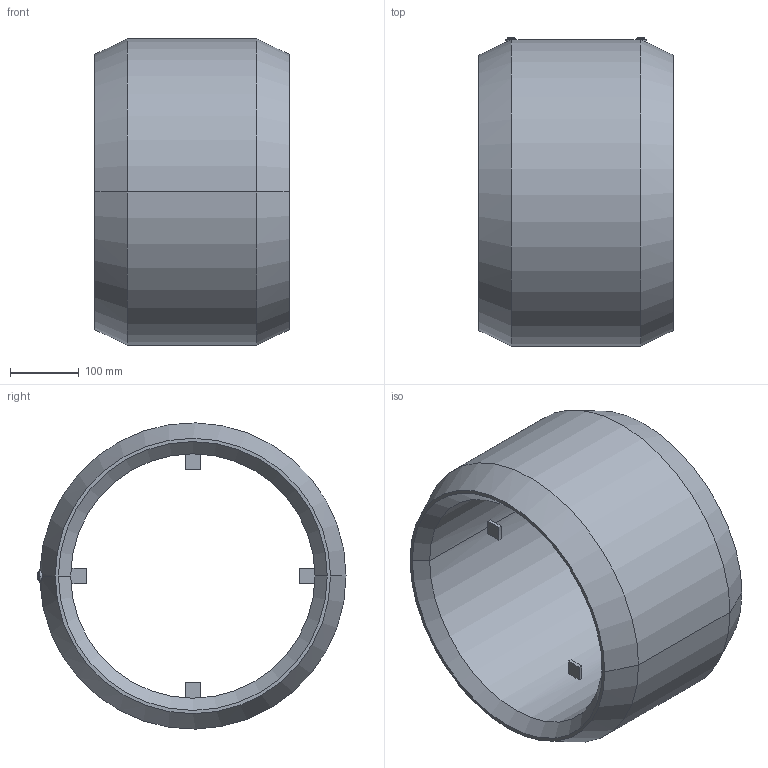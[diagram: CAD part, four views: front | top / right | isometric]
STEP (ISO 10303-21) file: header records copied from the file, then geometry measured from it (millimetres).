
FILE_DESCRIPTION( ( '' ), '1' );
FILE_NAME( 'AGRU_11173035511_PPR_grau_E-Muffe_355__SDR_11_10.stp', '2018-02-07T10:02:44', ( '' ), ( '' ), ' ', ' ', ' ' );
FILE_SCHEMA( ( 'automotive_design' ) );
Length unit declared in the file: millimetre
Products named in the file (1): 1
Bounding box: 282 x 447.5 x 444.93 mm (x, y, z)
Volume: 14165988.8 mm3; surface area: 751979 mm2
Topology: 1 solids, 1 shells, 82 faces, 190 edges, 116 vertices
Faces by surface type: cylinder 32, plane 26, cone 24
Entity records: 5150 total; most frequent: CARTESIAN_POINT 1067, DIRECTION 406, STYLED_ITEM 389, PRESENTATION_STYLE_ASSIGNMENT 389, COLOUR_RGB 389, ORIENTED_EDGE 380, EDGE_CURVE 190, CURVE_STYLE 190
